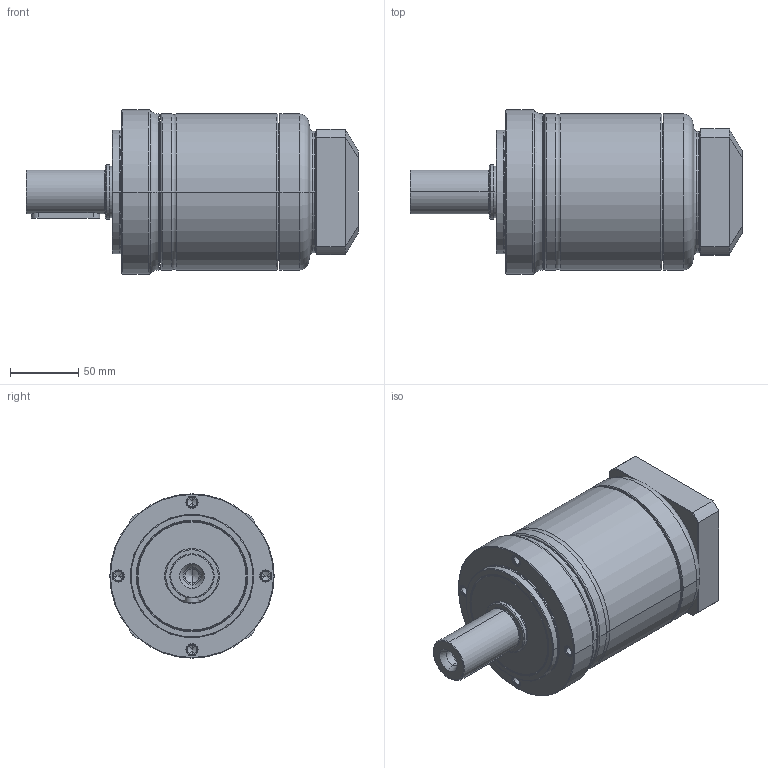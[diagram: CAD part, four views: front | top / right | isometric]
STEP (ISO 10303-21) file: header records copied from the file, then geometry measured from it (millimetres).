
FILE_DESCRIPTION((''),'2;1');
FILE_NAME('PE2-120_2ST_19-P0411400101_ASM','2016-04-29T',('d00435'),(''),'PRO/ENGINEER BY PARAMETRIC TECHNOLOGY CORPORATION, 2008410','PRO/ENGINEER BY PARAMETRIC TECHNOLOGY CORPORATION, 2008410','');
FILE_SCHEMA(('CONFIG_CONTROL_DESIGN'));
Length unit declared in the file: millimetre
Products named in the file (9): P1323410001; P0251400001; P1324400001; P0350401001; P0941400001; P0503400008; P0411400101; P1702500001; PE2-120_2ST_19-P0411400101_ASM
Assembly tree (8 placements, depth 2):
  PE2-120_2ST_19-P0411400101_ASM
    P1323410001
    P0251400001
    P1324400001
    P0350401001
    P0941400001
    P0503400008
    P0411400101
    P1702500001
Bounding box: 242.5 x 120 x 120 mm (x, y, z)
Volume: 1299820.7 mm3; surface area: 233847.6 mm2
Topology: 8 solids, 22 shells, 539 faces, 1201 edges, 708 vertices
Faces by surface type: cylinder 172, cone 148, torus 106, plane 97, bspline 16
Entity records: 19736 total; most frequent: CARTESIAN_POINT 7433, DIRECTION 2841, ORIENTED_EDGE 2274, AXIS2_PLACEMENT_3D 1229, EDGE_CURVE 1165, VERTEX_POINT 708, CIRCLE 679, EDGE_LOOP 621
